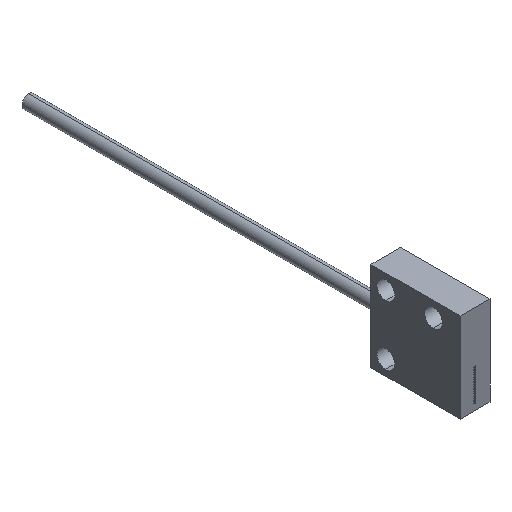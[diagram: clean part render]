
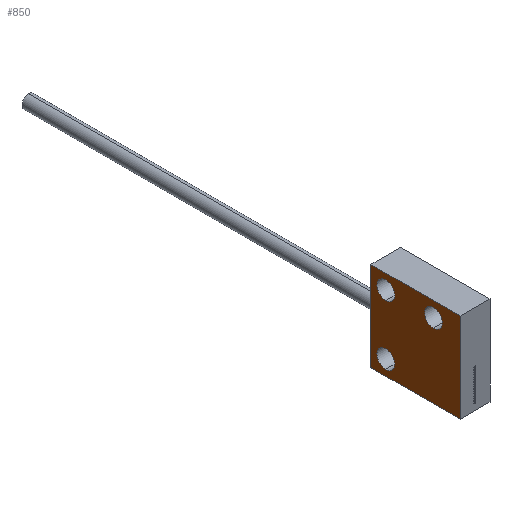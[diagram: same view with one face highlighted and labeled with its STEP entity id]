
A CAD part, isometric view. The second image highlights one B-rep face of the part: STEP entity #850.
In plain terms, the highlighted planar face has unit normal (-1, 0, 0).
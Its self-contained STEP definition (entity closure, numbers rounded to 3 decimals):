
#33=CARTESIAN_POINT('',(-1.303,-0.037,10.282));
#34=DIRECTION('',(-1.,0.,0.));
#35=DIRECTION('',(0.,0.,-1.));
#36=AXIS2_PLACEMENT_3D('',#33,#34,#35);
#38=CARTESIAN_POINT('',(-1.303,-0.037,10.282));
#39=DIRECTION('',(-1.,0.,0.));
#40=DIRECTION('',(0.,0.,1.));
#41=AXIS2_PLACEMENT_3D('',#38,#39,#40);
#43=CARTESIAN_POINT('',(-1.303,-0.037,
0.282));
#44=DIRECTION('',(-1.,0.,0.));
#45=DIRECTION('',(0.,0.,-1.));
#46=AXIS2_PLACEMENT_3D('',#43,#44,#45);
#48=CARTESIAN_POINT('',(-1.303,-0.037,
0.282));
#49=DIRECTION('',(-1.,0.,0.));
#50=DIRECTION('',(0.,0.,1.));
#51=AXIS2_PLACEMENT_3D('',#48,#49,#50);
#53=CARTESIAN_POINT('',(-1.303,-8.037,10.282));
#54=DIRECTION('',(-1.,0.,0.));
#55=DIRECTION('',(0.,0.,-1.));
#56=AXIS2_PLACEMENT_3D('',#53,#54,#55);
#58=CARTESIAN_POINT('',(-1.303,-8.037,10.282));
#59=DIRECTION('',(-1.,0.,0.));
#60=DIRECTION('',(0.,0.,1.));
#61=AXIS2_PLACEMENT_3D('',#58,#59,#60);
#63=DIRECTION('',(0.,0.,-1.));
#64=VECTOR('',#63,15.);
#65=CARTESIAN_POINT('',(-1.303,2.463,12.782));
#66=LINE('',#65,#64);
#81=DIRECTION('',(0.,-1.,0.));
#82=VECTOR('',#81,15.);
#83=CARTESIAN_POINT('',(-1.303,2.463,-2.218));
#84=LINE('',#83,#82);
#89=DIRECTION('',(0.,0.,1.));
#90=VECTOR('',#89,15.);
#91=CARTESIAN_POINT('',(-1.303,-12.537,-2.218));
#92=LINE('',#91,#90);
#257=DIRECTION('',(0.,1.,0.));
#258=VECTOR('',#257,15.);
#259=CARTESIAN_POINT('',(-1.303,-12.537,12.782));
#260=LINE('',#259,#258);
#641=CARTESIAN_POINT('',(-1.303,2.463,12.782));
#642=CARTESIAN_POINT('',(-1.303,2.463,-2.218));
#643=VERTEX_POINT('',#641);
#644=VERTEX_POINT('',#642);
#645=CARTESIAN_POINT('',(-1.303,-12.537,12.782));
#646=VERTEX_POINT('',#645);
#647=CARTESIAN_POINT('',(-1.303,-12.537,
-2.218));
#648=VERTEX_POINT('',#647);
#649=CARTESIAN_POINT('',(-1.303,-0.037,
8.782));
#650=CARTESIAN_POINT('',(-1.303,-0.037,
11.782));
#651=VERTEX_POINT('',#649);
#652=VERTEX_POINT('',#650);
#653=CARTESIAN_POINT('',(-1.303,-0.037,
-1.218));
#654=CARTESIAN_POINT('',(-1.303,-0.037,
1.782));
#655=VERTEX_POINT('',#653);
#656=VERTEX_POINT('',#654);
#657=CARTESIAN_POINT('',(-1.303,-8.037,8.782));
#658=CARTESIAN_POINT('',(-1.303,-8.037,11.782));
#659=VERTEX_POINT('',#657);
#660=VERTEX_POINT('',#658);
#817=CARTESIAN_POINT('',(-1.303,2.463,-2.218));
#818=DIRECTION('',(1.,0.,0.));
#819=DIRECTION('',(0.,0.,1.));
#820=AXIS2_PLACEMENT_3D('',#817,#818,#819);
#821=PLANE('',#820);
#823=ORIENTED_EDGE('',*,*,#822,.F.);
#825=ORIENTED_EDGE('',*,*,#824,.F.);
#827=ORIENTED_EDGE('',*,*,#826,.F.);
#829=ORIENTED_EDGE('',*,*,#828,.F.);
#830=EDGE_LOOP('',(#823,#825,#827,#829));
#831=FACE_OUTER_BOUND('',#830,.F.);
#833=ORIENTED_EDGE('',*,*,#832,.T.);
#835=ORIENTED_EDGE('',*,*,#834,.T.);
#836=EDGE_LOOP('',(#833,#835));
#837=FACE_BOUND('',#836,.F.);
#839=ORIENTED_EDGE('',*,*,#838,.T.);
#841=ORIENTED_EDGE('',*,*,#840,.T.);
#842=EDGE_LOOP('',(#839,#841));
#843=FACE_BOUND('',#842,.F.);
#845=ORIENTED_EDGE('',*,*,#844,.T.);
#847=ORIENTED_EDGE('',*,*,#846,.T.);
#848=EDGE_LOOP('',(#845,#847));
#849=FACE_BOUND('',#848,.F.);
#850=ADVANCED_FACE('',(#831,#837,#843,#849),#821,.F.);
#37=CIRCLE('',#36,1.5);
#42=CIRCLE('',#41,1.5);
#47=CIRCLE('',#46,1.5);
#52=CIRCLE('',#51,1.5);
#57=CIRCLE('',#56,1.5);
#62=CIRCLE('',#61,1.5);
#822=EDGE_CURVE('',#643,#644,#66,.T.);
#824=EDGE_CURVE('',#646,#643,#260,.T.);
#826=EDGE_CURVE('',#648,#646,#92,.T.);
#828=EDGE_CURVE('',#644,#648,#84,.T.);
#832=EDGE_CURVE('',#651,#652,#37,.T.);
#834=EDGE_CURVE('',#652,#651,#42,.T.);
#838=EDGE_CURVE('',#655,#656,#47,.T.);
#840=EDGE_CURVE('',#656,#655,#52,.T.);
#844=EDGE_CURVE('',#659,#660,#57,.T.);
#846=EDGE_CURVE('',#660,#659,#62,.T.);
